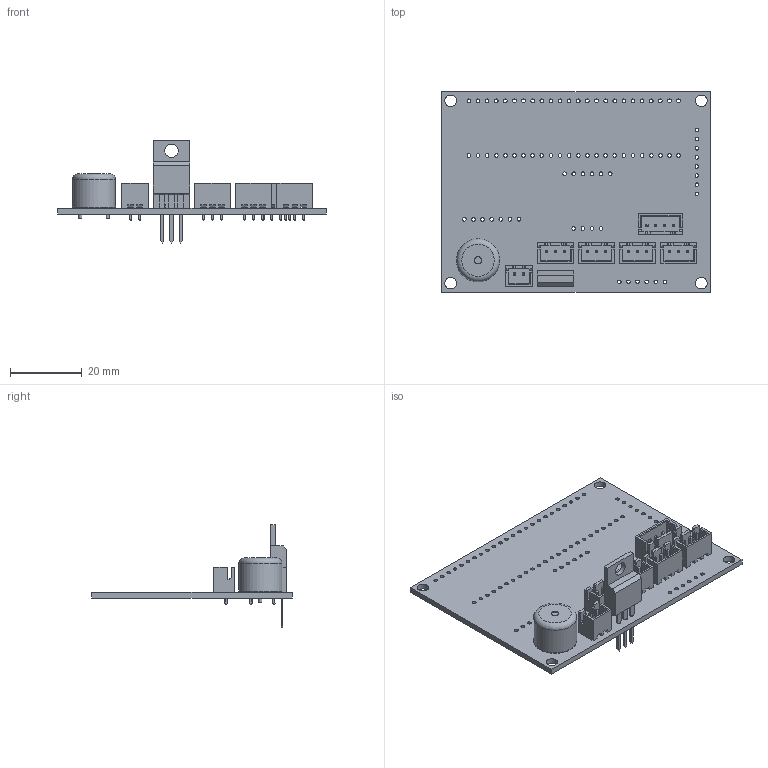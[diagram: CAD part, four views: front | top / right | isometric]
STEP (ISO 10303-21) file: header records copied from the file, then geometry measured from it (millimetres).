
FILE_DESCRIPTION(('KiCad electronic assembly'),'2;1');
FILE_NAME('Frame PCB 2.step','2024-02-10T15:04:09',('Pcbnew'),('Kicad'), 'Open CASCADE STEP processor 7.7','KiCad to STEP converter','Unknown' );
FILE_SCHEMA(('AUTOMOTIVE_DESIGN { 1 0 10303 214 1 1 1 1 }'));
Length unit declared in the file: millimetre
Products named in the file (12): Frame PCB 2 1; JST_XH_B3B-XH-A_1x03_P2.50mm_Vertical; SOLID; TO-220-3_Vertical; JST_XH_B2B-XH-A_1x02_P2.50mm_Vertical; Buzzer_12x9.5RM7.6; JST_XH_B4B-XH-A_1x04_P2.50mm_Vertical; Frame PCB 2 PCB
Assembly tree (14 placements, depth 3):
  Frame PCB 2 1
    JST_XH_B3B-XH-A_1x03_P2.50mm_Vertical  x4
      SOLID
    TO-220-3_Vertical
      SOLID
    JST_XH_B2B-XH-A_1x02_P2.50mm_Vertical
      SOLID
    Buzzer_12x9.5RM7.6
      SOLID
    JST_XH_B4B-XH-A_1x04_P2.50mm_Vertical
      SOLID
    Frame PCB 2 PCB
Bounding box: 74.93 x 55.88 x 28.52 mm (x, y, z)
Volume: 9277.6 mm3; surface area: 13429.8 mm2
Topology: 9 solids, 9 shells, 871 faces, 2330 edges, 1516 vertices
Faces by surface type: plane 732, cylinder 135, torus 4
Full cylindrical faces by diameter (mm): 0.9 x2, 0.95 x16, 1 x18, 1.02 x65, 1.1 x3, 2 x1, 3.2 x4, 3.735 x1, 12 x1
Entity records: 38573 total; most frequent: CARTESIAN_POINT 6980, DIRECTION 5313, LINE 3709, VECTOR 3709, ORIENTED_EDGE 2806, PCURVE 2806, DEFINITIONAL_REPRESENTATION 2806, EDGE_CURVE 1403
